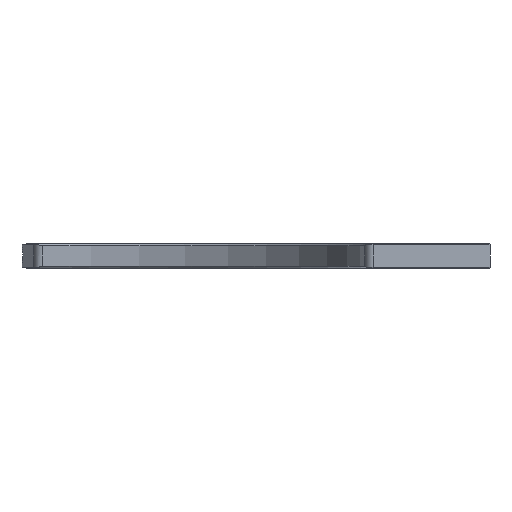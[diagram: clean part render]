
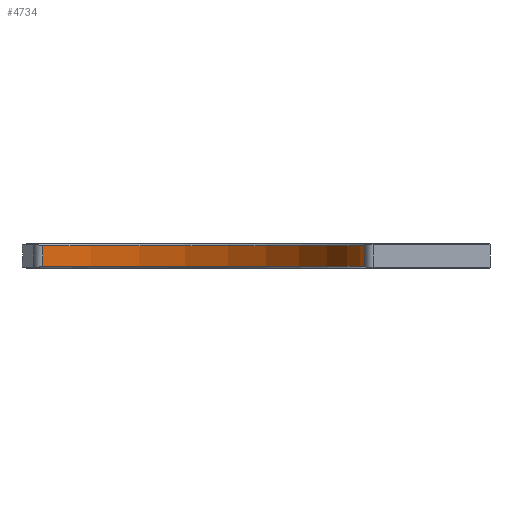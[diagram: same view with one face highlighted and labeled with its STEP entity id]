
A CAD part, front view. The second image highlights one B-rep face of the part: STEP entity #4734.
In plain terms, the highlighted cylindrical face has radius 115.9 mm (diameter 231.8 mm), a partial arc.
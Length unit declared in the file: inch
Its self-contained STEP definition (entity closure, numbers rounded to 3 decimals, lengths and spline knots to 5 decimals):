
#220 = DIRECTION ( 'NONE',  ( 1., 0., 0. ) ) ;
#230 = VERTEX_POINT ( 'NONE', #347 ) ;
#286 = VECTOR ( 'NONE', #1411, 39.37008 ) ;
#347 = CARTESIAN_POINT ( 'NONE',  ( 4.56138, 0.12167, -0.3425 ) ) ;
#654 = CIRCLE ( 'NONE', #1625, 4.563 ) ;
#722 = LINE ( 'NONE', #4800, #286 ) ;
#788 = ORIENTED_EDGE ( 'NONE', *, *, #3353, .T. ) ;
#926 = ORIENTED_EDGE ( 'NONE', *, *, #7177, .T. ) ;
#1147 = AXIS2_PLACEMENT_3D ( 'NONE', #2641, #2562, #220 ) ;
#1168 = ORIENTED_EDGE ( 'NONE', *, *, #4163, .T. ) ;
#1269 = EDGE_CURVE ( 'NONE', #5889, #2281, #3584, .T. ) ;
#1411 = DIRECTION ( 'NONE',  ( 0., 0., 1. ) ) ;
#1568 = LINE ( 'NONE', #5074, #4824 ) ;
#1625 = AXIS2_PLACEMENT_3D ( 'NONE', #4742, #1812, #2342 ) ;
#1812 = DIRECTION ( 'NONE',  ( 0., 0., -1. ) ) ;
#1835 = VERTEX_POINT ( 'NONE', #2836 ) ;
#2281 = VERTEX_POINT ( 'NONE', #6179 ) ;
#2342 = DIRECTION ( 'NONE',  ( 1., 0., 0. ) ) ;
#2555 = CYLINDRICAL_SURFACE ( 'NONE', #5968, 4.563 ) ;
#2562 = DIRECTION ( 'NONE',  ( 0., 0., 1. ) ) ;
#2626 = ORIENTED_EDGE ( 'NONE', *, *, #1269, .T. ) ;
#2641 = CARTESIAN_POINT ( 'NONE',  ( 0., 0., -0.031 ) ) ;
#2836 = CARTESIAN_POINT ( 'NONE',  ( -0.35579, 4.54911, -0.3425 ) ) ;
#3017 = CARTESIAN_POINT ( 'NONE',  ( 4.56138, 0.12167, -0.031 ) ) ;
#3175 = DIRECTION ( 'NONE',  ( 0., 0., 1. ) ) ;
#3353 = EDGE_CURVE ( 'NONE', #230, #5889, #722, .T. ) ;
#3584 = CIRCLE ( 'NONE', #1147, 4.563 ) ;
#3895 = DIRECTION ( 'NONE',  ( 0., 0., -1. ) ) ;
#3969 = FACE_OUTER_BOUND ( 'NONE', #5208, .T. ) ;
#4163 = EDGE_CURVE ( 'NONE', #1835, #230, #654, .T. ) ;
#4734 = ADVANCED_FACE ( 'NONE', ( #3969 ), #2555, .F. ) ;
#4742 = CARTESIAN_POINT ( 'NONE',  ( 0., 0., -0.3425 ) ) ;
#4800 = CARTESIAN_POINT ( 'NONE',  ( 4.56138, 0.12167, -0.3735 ) ) ;
#4824 = VECTOR ( 'NONE', #3895, 39.37008 ) ;
#5074 = CARTESIAN_POINT ( 'NONE',  ( -0.35579, 4.54911, -0.3735 ) ) ;
#5208 = EDGE_LOOP ( 'NONE', ( #2626, #926, #1168, #788 ) ) ;
#5297 = DIRECTION ( 'NONE',  ( 1., 0., 0. ) ) ;
#5889 = VERTEX_POINT ( 'NONE', #3017 ) ;
#5968 = AXIS2_PLACEMENT_3D ( 'NONE', #6070, #3175, #5297 ) ;
#6070 = CARTESIAN_POINT ( 'NONE',  ( 0., 0., -0.3735 ) ) ;
#6179 = CARTESIAN_POINT ( 'NONE',  ( -0.35579, 4.54911, -0.031 ) ) ;
#7177 = EDGE_CURVE ( 'NONE', #2281, #1835, #1568, .T. ) ;
